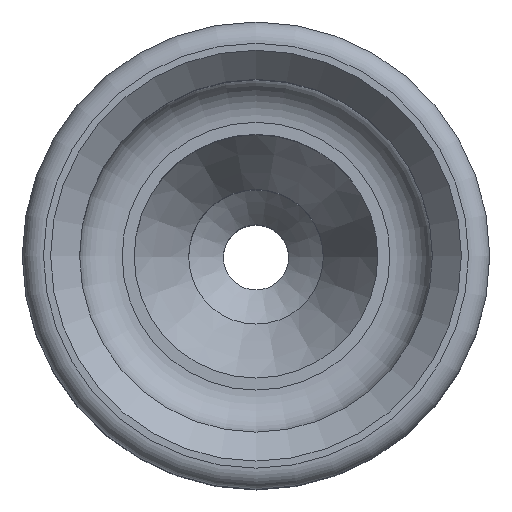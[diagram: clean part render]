
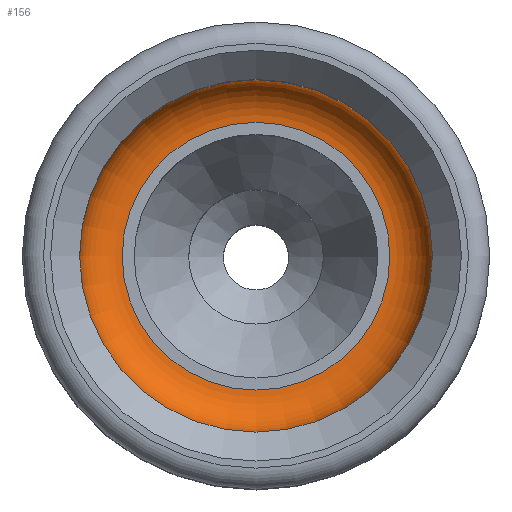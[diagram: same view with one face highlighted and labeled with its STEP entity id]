
A CAD part, top view. The second image highlights one B-rep face of the part: STEP entity #156.
In plain terms, the highlighted toroidal (fillet/blend) face has major radius 2.4 mm and minor radius 0.762 mm.
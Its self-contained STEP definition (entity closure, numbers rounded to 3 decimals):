
#156 = ADVANCED_FACE( '', ( #333, #334 ), #335, .F. );
#333 = FACE_OUTER_BOUND( '', #514, .T. );
#334 = FACE_OUTER_BOUND( '', #515, .T. );
#335 = TOROIDAL_SURFACE( '', #516, 2.4, 0.762 );
#514 = EDGE_LOOP( '', ( #842 ) );
#515 = EDGE_LOOP( '', ( #843 ) );
#516 = AXIS2_PLACEMENT_3D( '', #844, #845, #846 );
#842 = ORIENTED_EDGE( '', *, *, #931, .F. );
#843 = ORIENTED_EDGE( '', *, *, #953, .T. );
#844 = CARTESIAN_POINT( '', ( 0., 0., -4.572 ) );
#845 = DIRECTION( '', ( 0., 0., 1. ) );
#846 = DIRECTION( '', ( 1., 0., 0. ) );
#931 = EDGE_CURVE( '', #1086, #1086, #1087, .T. );
#953 = EDGE_CURVE( '', #1119, #1119, #1120, .T. );
#1086 = VERTEX_POINT( '', #1339 );
#1087 = CIRCLE( '', #1340, 2.4 );
#1119 = VERTEX_POINT( '', #1383 );
#1120 = CIRCLE( '', #1384, 3.162 );
#1339 = CARTESIAN_POINT( '', ( 2.4, 0., -5.334 ) );
#1340 = AXIS2_PLACEMENT_3D( '', #1524, #1525, #1526 );
#1383 = CARTESIAN_POINT( '', ( 3.162, 0., -4.572 ) );
#1384 = AXIS2_PLACEMENT_3D( '', #1558, #1559, #1560 );
#1524 = CARTESIAN_POINT( '', ( 0., 0., -5.334 ) );
#1525 = DIRECTION( '', ( 0., 0., 1. ) );
#1526 = DIRECTION( '', ( 1., 0., 0. ) );
#1558 = CARTESIAN_POINT( '', ( 0., 0., -4.572 ) );
#1559 = DIRECTION( '', ( 0., 0., 1. ) );
#1560 = DIRECTION( '', ( 1., 0., 0. ) );
